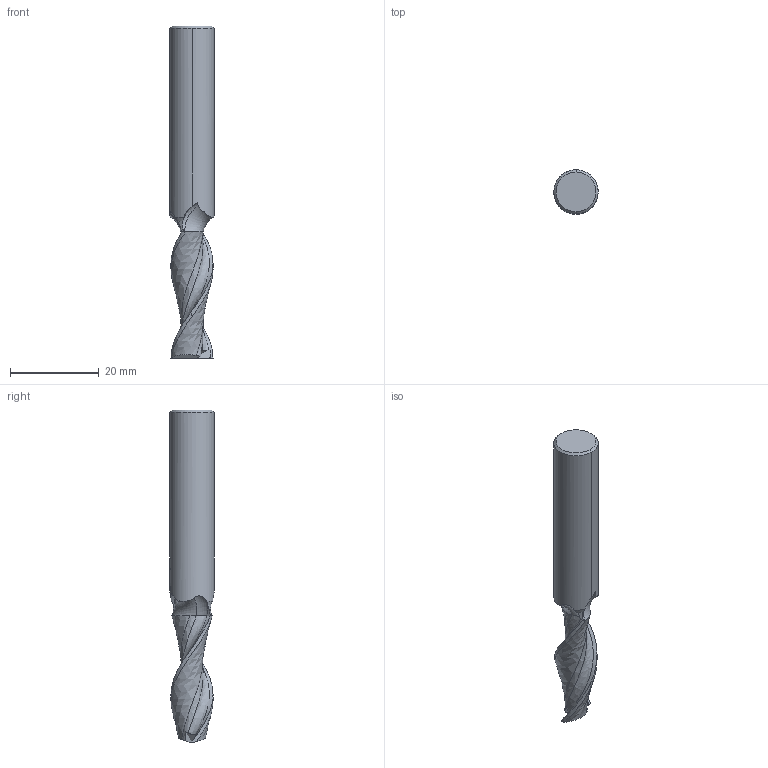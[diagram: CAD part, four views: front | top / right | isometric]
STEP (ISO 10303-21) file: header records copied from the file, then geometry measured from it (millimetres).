
FILE_DESCRIPTION(('no description'),'unknown implementation level');
FILE_NAME('solidw9Z9U1EQC1EkjzWZauHdOP_DdIE_1.STP',' ',('CIM GmbH Aachen'),('CADClick - KiM GmbH - www.kimweb.de'),'unknown preprocess','ACIS','unknown authorization');
FILE_SCHEMA(('automotive_design'));
Length unit declared in the file: millimetre
Products named in the file (2): 1; 2
Bounding box: 10 x 10 x 75 mm (x, y, z)
Volume: 4429.8 mm3; surface area: 2353 mm2
Topology: 2 solids, 2 shells, 65 faces, 191 edges, 123 vertices
Faces by surface type: plane 26, cylinder 11, cone 10, revolution 10, bspline 8
Entity records: 7862 total; most frequent: CARTESIAN_POINT 4204, STYLED_ITEM 375, PRESENTATION_STYLE_ASSIGNMENT 375, COLOUR_RGB 375, ORIENTED_EDGE 370, DIRECTION 258, EDGE_CURVE 185, CURVE_STYLE 185
